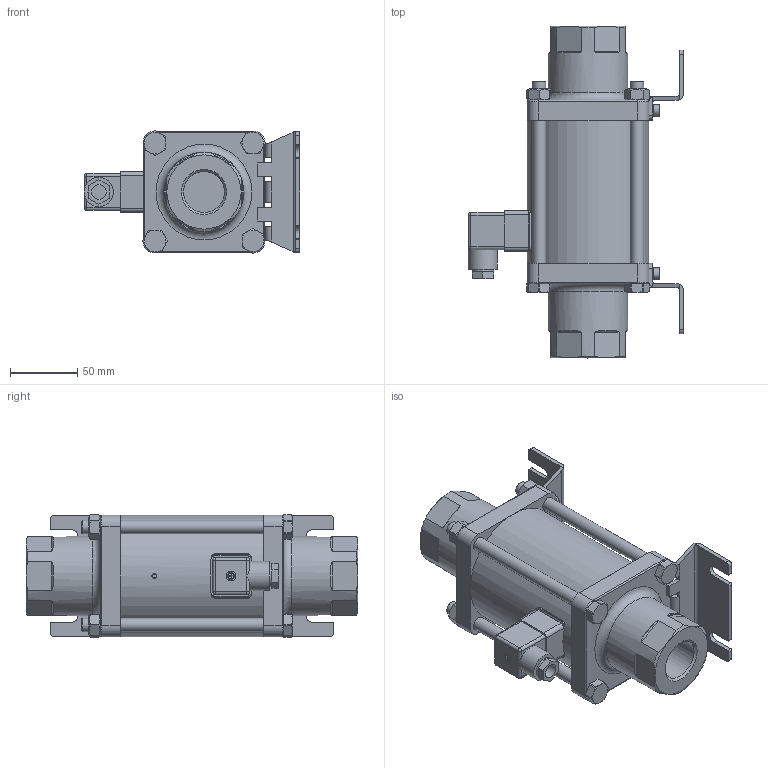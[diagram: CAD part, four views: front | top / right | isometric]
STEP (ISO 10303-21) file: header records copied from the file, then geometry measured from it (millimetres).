
FILE_DESCRIPTION(/* description */ (''),/* implementation_level */ '2;1');
FILE_NAME(/* name */ '92701624.stp',/* time_stamp */ '2014-03-19T15:11:37+01:00',/* author */ ('JMetzger'),/* organization */ (''),/* preprocessor_version */ 'ST-DEVELOPER v15.2',/* originating_system */ 'Autodesk Inventor 2014',/* authorisation */ '');
FILE_SCHEMA (('AUTOMOTIVE_DESIGN { 1 0 10303 214 3 1 1 }'));
Length unit declared in the file: centimetre
Products named in the file (1): 92701624
Bounding box: 159.78 x 246 x 90.98 mm (x, y, z)
Volume: 1290609.6 mm3; surface area: 137265.1 mm2
Topology: 1 solids, 1 shells, 473 faces, 1216 edges, 757 vertices
Faces by surface type: plane 274, cylinder 125, cone 54, torus 11, bspline 5, sphere 4
Full cylindrical faces by diameter (mm): 3 x1, 5.5 x1, 7.1 x1, 8.5 x2, 10 x8, 10.5 x8, 11 x1, 16 x1, 21.6 x1, 30.291 x2, 59 x2, 90 x1
Entity records: 14701 total; most frequent: CARTESIAN_POINT 3041, DIRECTION 2334, ORIENTED_EDGE 2304, EDGE_CURVE 1152, AXIS2_PLACEMENT_3D 857, VERTEX_POINT 747, LINE 620, VECTOR 620
